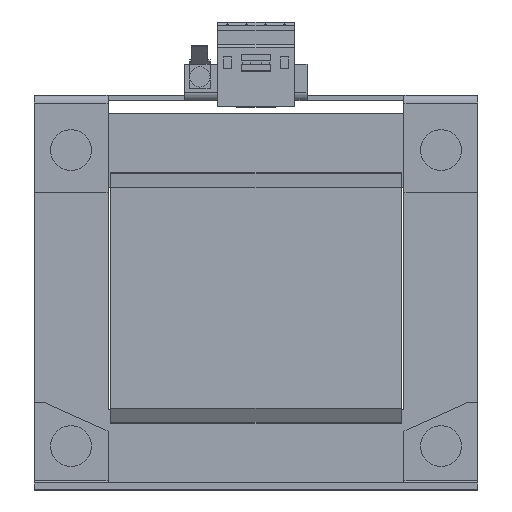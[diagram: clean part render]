
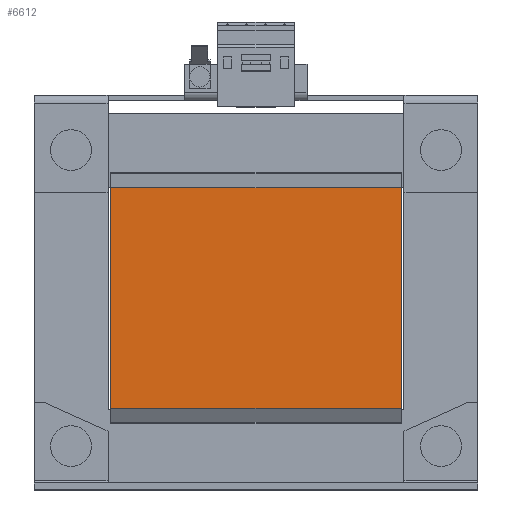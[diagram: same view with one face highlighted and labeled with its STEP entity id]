
A CAD part, top view. The second image highlights one B-rep face of the part: STEP entity #6612.
In plain terms, the highlighted planar face has unit normal (0, 0, 1).
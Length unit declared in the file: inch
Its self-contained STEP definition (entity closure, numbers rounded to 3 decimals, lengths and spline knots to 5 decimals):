
#174 = VERTEX_POINT ( 'NONE', #4459 ) ;
#624 = DIRECTION ( 'NONE',  ( 0., -1., 0. ) ) ;
#675 = EDGE_CURVE ( 'NONE', #7562, #3896, #3675, .T. ) ;
#1190 = CARTESIAN_POINT ( 'NONE',  ( 2.24409, -1.70079, 2.32283 ) ) ;
#2311 = EDGE_CURVE ( 'NONE', #3513, #3896, #10672, .T. ) ;
#2364 = CARTESIAN_POINT ( 'NONE',  ( 2.24409, -1.66535, 2.32283 ) ) ;
#2406 = ORIENTED_EDGE ( 'NONE', *, *, #675, .T. ) ;
#2488 = VECTOR ( 'NONE', #6173, 39.37008 ) ;
#2827 = CARTESIAN_POINT ( 'NONE',  ( 2.24409, 1.70079, 2.32283 ) ) ;
#3026 = DIRECTION ( 'NONE',  ( 0., 0., -1. ) ) ;
#3135 = DIRECTION ( 'NONE',  ( -1., 0., 0. ) ) ;
#3180 = EDGE_CURVE ( 'NONE', #174, #7562, #6134, .T. ) ;
#3513 = VERTEX_POINT ( 'NONE', #7544 ) ;
#3675 = LINE ( 'NONE', #1190, #4513 ) ;
#3896 = VERTEX_POINT ( 'NONE', #6663 ) ;
#4072 = PLANE ( 'NONE',  #7067 ) ;
#4256 = ORIENTED_EDGE ( 'NONE', *, *, #2311, .F. ) ;
#4459 = CARTESIAN_POINT ( 'NONE',  ( -2.24409, 1.70079, 2.32283 ) ) ;
#4513 = VECTOR ( 'NONE', #10471, 39.37008 ) ;
#4640 = LINE ( 'NONE', #2827, #2488 ) ;
#6134 = LINE ( 'NONE', #7665, #9456 ) ;
#6153 = EDGE_CURVE ( 'NONE', #174, #3513, #4640, .T. ) ;
#6173 = DIRECTION ( 'NONE',  ( 1., 0., 0. ) ) ;
#6612 = ADVANCED_FACE ( 'NONE', ( #9004 ), #4072, .F. ) ;
#6663 = CARTESIAN_POINT ( 'NONE',  ( 2.24409, -1.70079, 2.32283 ) ) ;
#7067 = AXIS2_PLACEMENT_3D ( 'NONE', #2364, #3026, #3135 ) ;
#7165 = VECTOR ( 'NONE', #624, 39.37008 ) ;
#7271 = ORIENTED_EDGE ( 'NONE', *, *, #3180, .T. ) ;
#7402 = ORIENTED_EDGE ( 'NONE', *, *, #6153, .F. ) ;
#7544 = CARTESIAN_POINT ( 'NONE',  ( 2.24409, 1.70079, 2.32283 ) ) ;
#7562 = VERTEX_POINT ( 'NONE', #8737 ) ;
#7665 = CARTESIAN_POINT ( 'NONE',  ( -2.24409, 0., 2.32283 ) ) ;
#7835 = DIRECTION ( 'NONE',  ( 0., -1., 0. ) ) ;
#8188 = EDGE_LOOP ( 'NONE', ( #2406, #4256, #7402, #7271 ) ) ;
#8737 = CARTESIAN_POINT ( 'NONE',  ( -2.24409, -1.70079, 2.32283 ) ) ;
#9004 = FACE_OUTER_BOUND ( 'NONE', #8188, .T. ) ;
#9456 = VECTOR ( 'NONE', #7835, 39.37008 ) ;
#9961 = CARTESIAN_POINT ( 'NONE',  ( 2.24409, 0., 2.32283 ) ) ;
#10471 = DIRECTION ( 'NONE',  ( 1., 0., 0. ) ) ;
#10672 = LINE ( 'NONE', #9961, #7165 ) ;
